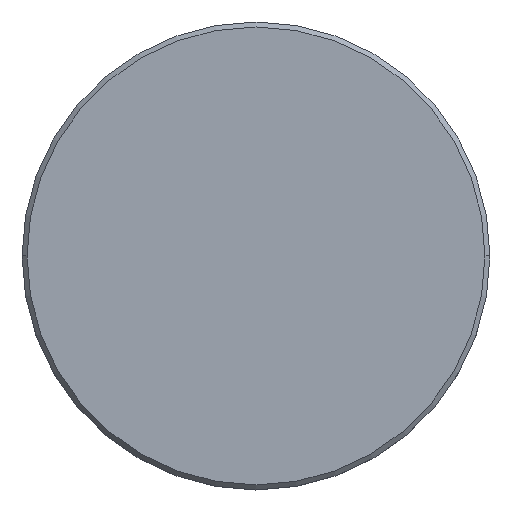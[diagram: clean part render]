
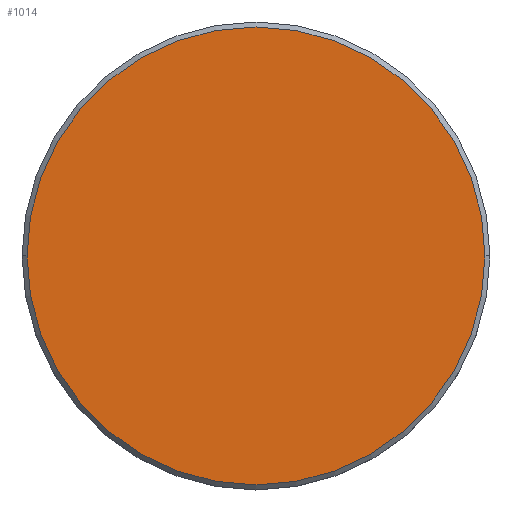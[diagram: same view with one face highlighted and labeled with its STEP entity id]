
A CAD part, top view. The second image highlights one B-rep face of the part: STEP entity #1014.
In plain terms, the highlighted planar face has unit normal (0, 0, 1).
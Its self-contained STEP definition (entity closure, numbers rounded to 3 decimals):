
#53 = CARTESIAN_POINT ( 'NONE',  ( -23., 0., 0. ) ) ;
#116 = DIRECTION ( 'NONE',  ( 1., 0., 0. ) ) ;
#147 = DIRECTION ( 'NONE',  ( 1., 0., 0. ) ) ;
#184 = ORIENTED_EDGE ( 'NONE', *, *, #465, .T. ) ;
#331 = PLANE ( 'NONE',  #726 ) ;
#406 = DIRECTION ( 'NONE',  ( 0., 0., 1. ) ) ;
#413 = VERTEX_POINT ( 'NONE', #53 ) ;
#433 = CIRCLE ( 'NONE', #1074, 23. ) ;
#465 = EDGE_CURVE ( 'NONE', #413, #931, #1178, .T. ) ;
#496 = ORIENTED_EDGE ( 'NONE', *, *, #598, .T. ) ;
#557 = DIRECTION ( 'NONE',  ( 0., 0., 1. ) ) ;
#567 = CARTESIAN_POINT ( 'NONE',  ( 0., 0., 0. ) ) ;
#598 = EDGE_CURVE ( 'NONE', #931, #413, #433, .T. ) ;
#713 = CARTESIAN_POINT ( 'NONE',  ( 23., 0., 0. ) ) ;
#726 = AXIS2_PLACEMENT_3D ( 'NONE', #1060, #758, #147 ) ;
#728 = DIRECTION ( 'NONE',  ( 1., 0., 0. ) ) ;
#758 = DIRECTION ( 'NONE',  ( 0., 0., 1. ) ) ;
#779 = EDGE_LOOP ( 'NONE', ( #184, #496 ) ) ;
#931 = VERTEX_POINT ( 'NONE', #713 ) ;
#936 = CARTESIAN_POINT ( 'NONE',  ( 0., 0., 0. ) ) ;
#943 = FACE_OUTER_BOUND ( 'NONE', #779, .T. ) ;
#1014 = ADVANCED_FACE ( 'NONE', ( #943 ), #331, .T. ) ;
#1060 = CARTESIAN_POINT ( 'NONE',  ( 0., 0., 0. ) ) ;
#1072 = AXIS2_PLACEMENT_3D ( 'NONE', #567, #557, #728 ) ;
#1074 = AXIS2_PLACEMENT_3D ( 'NONE', #936, #406, #116 ) ;
#1178 = CIRCLE ( 'NONE', #1072, 23. ) ;
